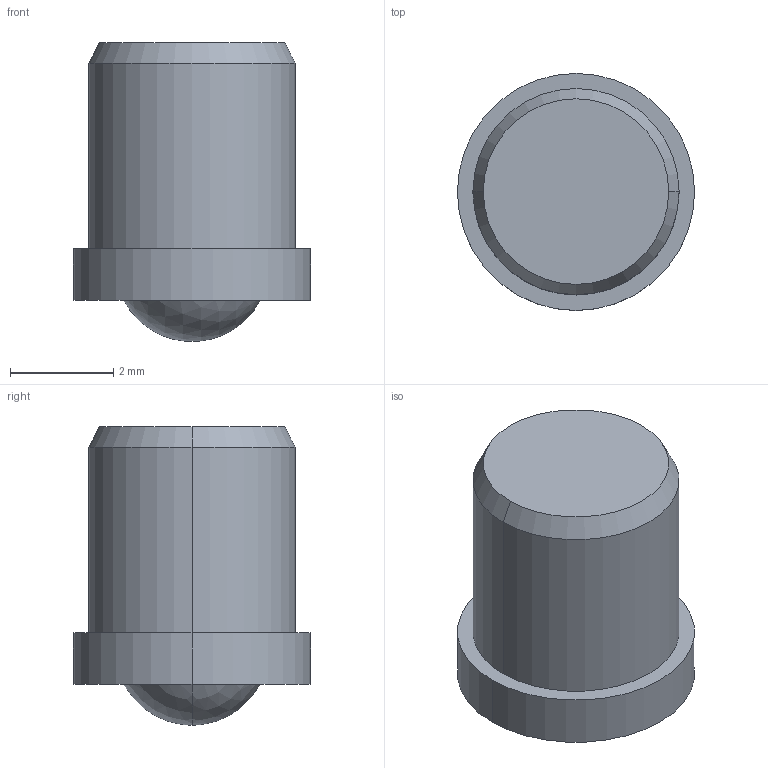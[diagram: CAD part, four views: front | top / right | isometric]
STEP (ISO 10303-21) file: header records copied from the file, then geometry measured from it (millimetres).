
FILE_DESCRIPTION(('STEP AP214'),'1');
FILE_NAME('HALDERN_EH_22080_0604.stp','2018-01-15T14:53:05',('TraceParts'),('TraceParts S.A.'),'Spatial InterOp 3D',' ',' ');
FILE_SCHEMA(('automotive_design'));
Length unit declared in the file: millimetre
Products named in the file (1): 1
Bounding box: 4.6 x 4.6 x 5.79 mm (x, y, z)
Volume: 52.6 mm3; surface area: 154.1 mm2
Topology: 1 solids, 2 shells, 21 faces, 46 edges, 24 vertices
Faces by surface type: cylinder 8, sphere 6, plane 5, cone 2
Entity records: 710 total; most frequent: DIRECTION 110, CARTESIAN_POINT 84, ORIENTED_EDGE 76, AXIS2_PLACEMENT_3D 50, EDGE_CURVE 38, CIRCLE 28, EDGE_LOOP 24, VERTEX_POINT 24
